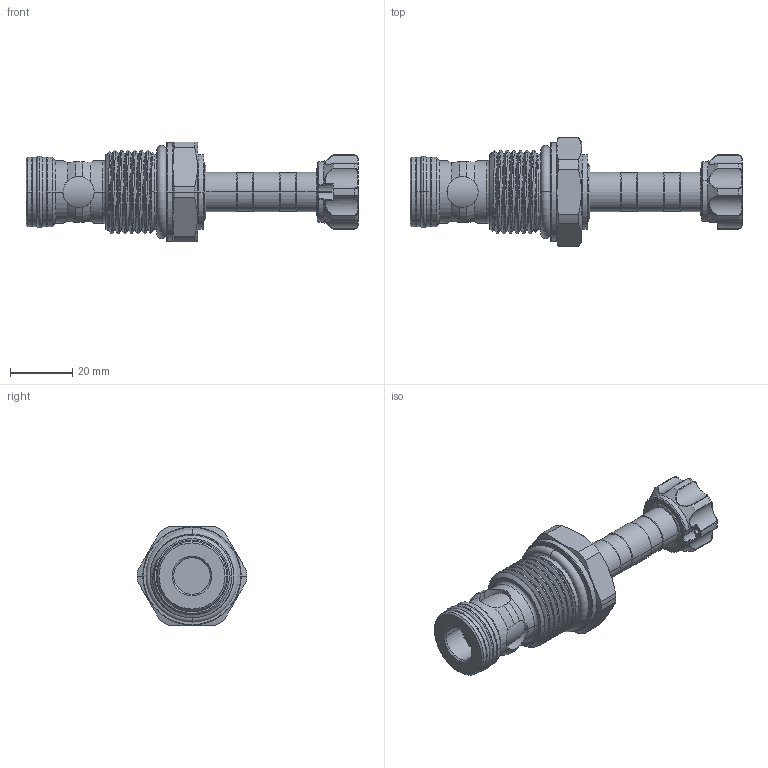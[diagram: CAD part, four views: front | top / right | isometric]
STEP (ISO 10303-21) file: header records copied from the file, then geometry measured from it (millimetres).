
FILE_DESCRIPTION (( 'STEP AP203' ), '1' );
FILE_NAME ('EP12W2A09N85.STEP', '2021-03-11T06:13:25', ( '' ), ( '' ), 'SwSTEP 2.0', 'SolidWorks 2018', '' );
FILE_SCHEMA (( 'CONFIG_CONTROL_DESIGN' ));
Length unit declared in the file: millimetre
Products named in the file (1): EP12W2A09N85
Bounding box: 106.45 x 35.1 x 32 mm (x, y, z)
Volume: 36434.4 mm3; surface area: 12612.6 mm2
Topology: 4 solids, 4 shells, 284 faces, 689 edges, 420 vertices
Faces by surface type: cylinder 129, torus 52, cone 40, bspline 38, plane 25
Entity records: 14327 total; most frequent: CARTESIAN_POINT 7975, ORIENTED_EDGE 1374, DIRECTION 1276, EDGE_CURVE 687, AXIS2_PLACEMENT_3D 559, VERTEX_POINT 420, CIRCLE 312, EDGE_LOOP 301
